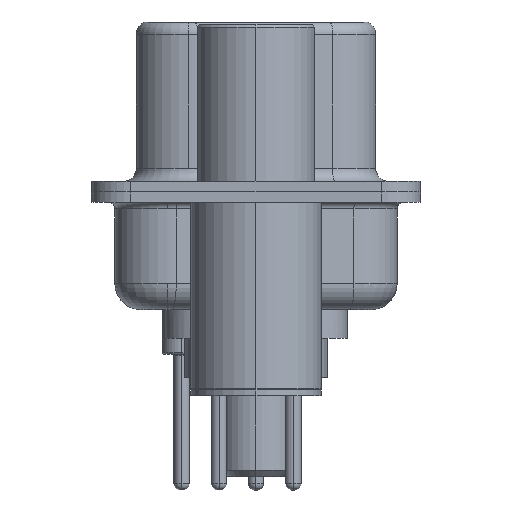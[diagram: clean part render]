
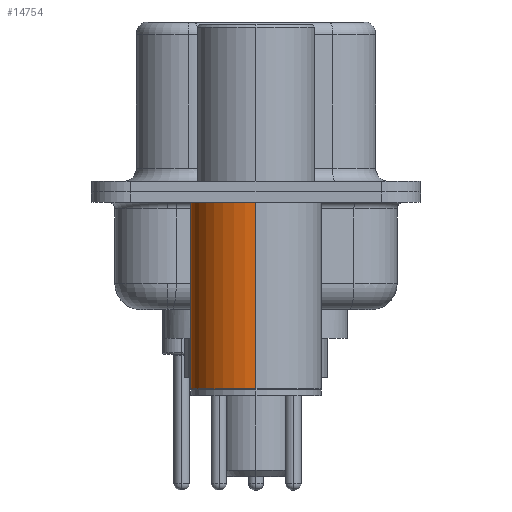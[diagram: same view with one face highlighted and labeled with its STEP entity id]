
A CAD part, left-side view. The second image highlights one B-rep face of the part: STEP entity #14754.
In plain terms, the highlighted cylindrical face has radius 2.5 mm (diameter 5 mm), a partial arc.
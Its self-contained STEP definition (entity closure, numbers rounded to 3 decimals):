
#249 = CARTESIAN_POINT ( 'NONE',  ( -2.5, 0., -0.4 ) ) ;
#305 = CARTESIAN_POINT ( 'NONE',  ( -2.5, 0., -7.525 ) ) ;
#1646 = AXIS2_PLACEMENT_3D ( 'NONE', #15556, #15233, #15315 ) ;
#1869 = VERTEX_POINT ( 'NONE', #249 ) ;
#2892 = DIRECTION ( 'NONE',  ( 1., 0., 0. ) ) ;
#3047 = VERTEX_POINT ( 'NONE', #305 ) ;
#3681 = ORIENTED_EDGE ( 'NONE', *, *, #21461, .F. ) ;
#4557 = CARTESIAN_POINT ( 'NONE',  ( 0., 0., -0.4 ) ) ;
#5000 = CYLINDRICAL_SURFACE ( 'NONE', #15407, 2.5 ) ;
#5838 = FACE_OUTER_BOUND ( 'NONE', #19701, .T. ) ;
#6564 = EDGE_CURVE ( 'NONE', #14162, #3047, #11867, .T. ) ;
#7634 = ORIENTED_EDGE ( 'NONE', *, *, #19871, .F. ) ;
#8123 = EDGE_CURVE ( 'NONE', #3047, #1869, #8527, .T. ) ;
#8508 = VECTOR ( 'NONE', #21885, 1000. ) ;
#8527 = LINE ( 'NONE', #20394, #16688 ) ;
#9486 = DIRECTION ( 'NONE',  ( 1., 0., 0. ) ) ;
#9630 = AXIS2_PLACEMENT_3D ( 'NONE', #4557, #13302, #2892 ) ;
#10630 = CIRCLE ( 'NONE', #9630, 2.5 ) ;
#11867 = CIRCLE ( 'NONE', #1646, 2.5 ) ;
#13213 = CARTESIAN_POINT ( 'NONE',  ( 0., 0., 0.581 ) ) ;
#13291 = CARTESIAN_POINT ( 'NONE',  ( 2.5, 0., -7.525 ) ) ;
#13302 = DIRECTION ( 'NONE',  ( 0., 0., 1. ) ) ;
#14162 = VERTEX_POINT ( 'NONE', #13291 ) ;
#14727 = CARTESIAN_POINT ( 'NONE',  ( 2.5, 0., 0.581 ) ) ;
#14754 = ADVANCED_FACE ( 'NONE', ( #5838 ), #5000, .T. ) ;
#15233 = DIRECTION ( 'NONE',  ( 0., 0., 1. ) ) ;
#15315 = DIRECTION ( 'NONE',  ( 1., 0., 0. ) ) ;
#15407 = AXIS2_PLACEMENT_3D ( 'NONE', #13213, #21951, #9486 ) ;
#15556 = CARTESIAN_POINT ( 'NONE',  ( 0., 0., -7.525 ) ) ;
#16030 = ORIENTED_EDGE ( 'NONE', *, *, #8123, .T. ) ;
#16588 = VERTEX_POINT ( 'NONE', #18758 ) ;
#16656 = ORIENTED_EDGE ( 'NONE', *, *, #6564, .T. ) ;
#16688 = VECTOR ( 'NONE', #22019, 1000. ) ;
#18040 = LINE ( 'NONE', #14727, #8508 ) ;
#18758 = CARTESIAN_POINT ( 'NONE',  ( 2.5, 0., -0.4 ) ) ;
#19701 = EDGE_LOOP ( 'NONE', ( #16656, #16030, #3681, #7634 ) ) ;
#19871 = EDGE_CURVE ( 'NONE', #14162, #16588, #18040, .T. ) ;
#20394 = CARTESIAN_POINT ( 'NONE',  ( -2.5, 0., 0.581 ) ) ;
#21461 = EDGE_CURVE ( 'NONE', #16588, #1869, #10630, .T. ) ;
#21885 = DIRECTION ( 'NONE',  ( 0., 0., 1. ) ) ;
#21951 = DIRECTION ( 'NONE',  ( 0., 0., 1. ) ) ;
#22019 = DIRECTION ( 'NONE',  ( 0., 0., 1. ) ) ;
